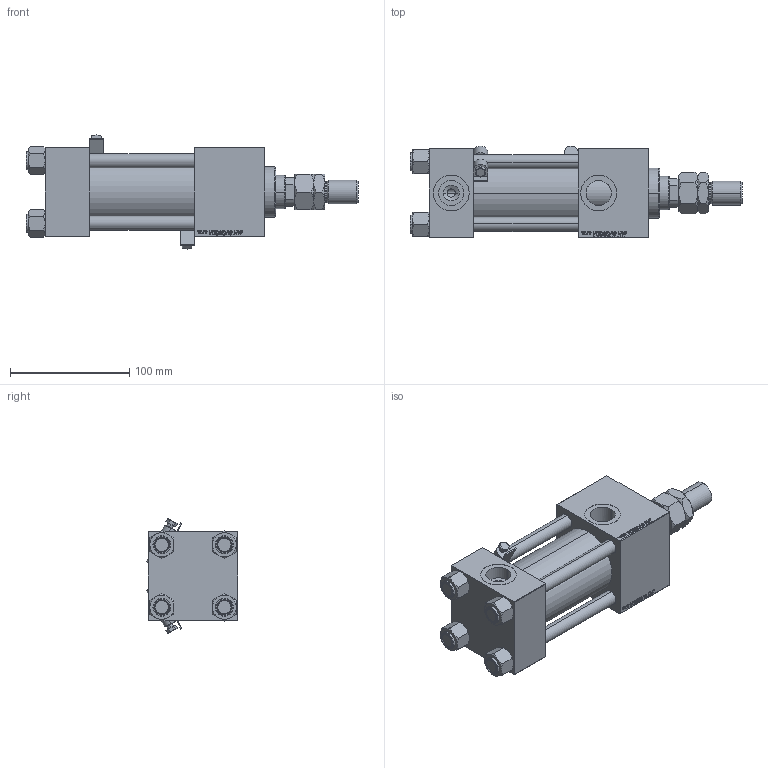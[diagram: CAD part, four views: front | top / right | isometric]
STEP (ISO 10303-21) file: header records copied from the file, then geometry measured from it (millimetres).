
FILE_DESCRIPTION (( 'STEP AP203' ), '1' );
FILE_NAME ('ade2.STEP', '2023-08-23T06:41:42', ( '' ), ( '' ), 'SwSTEP 2.0', 'SolidWorks 2019', '' );
FILE_SCHEMA (( 'CONFIG_CONTROL_DESIGN' ));
Length unit declared in the file: millimetre
Products named in the file (8): V215CR_VCP_C f9604eb4a6e1ae9a1095749537e8153d; ade2; V215CR_C_TYCINKA f9604eb4a6e1ae9a1095749537e8153d; MTA f9604eb4a6e1ae9a1095749537e8153d; V215_VC_A f9604eb4a6e1ae9a1095749537e8153d; NUT_M5_C f9604eb4a6e1ae9a1095749537e8153d; V215CR_C_Body f9604eb4a6e1ae9a1095749537e8153d; MSRF_MSRG1 f9604eb4a6e1ae9a1095749537e8153d
Assembly tree (14 placements, depth 2):
  ade2
    V215CR_C_Body f9604eb4a6e1ae9a1095749537e8153d
    V215CR_VCP_C f9604eb4a6e1ae9a1095749537e8153d
    NUT_M5_C f9604eb4a6e1ae9a1095749537e8153d  x4
    V215CR_C_TYCINKA f9604eb4a6e1ae9a1095749537e8153d  x4
    V215_VC_A f9604eb4a6e1ae9a1095749537e8153d
    MTA f9604eb4a6e1ae9a1095749537e8153d
    MSRF_MSRG1 f9604eb4a6e1ae9a1095749537e8153d  x2
Bounding box: 278 x 76.88 x 95.81 mm (x, y, z)
Volume: 751402.7 mm3; surface area: 178436.8 mm2
Topology: 14 solids, 14 shells, 1261 faces, 3124 edges, 2015 vertices
Faces by surface type: plane 577, bspline 392, cone 164, cylinder 118, torus 10
Entity records: 52857 total; most frequent: CARTESIAN_POINT 27851, ORIENTED_EDGE 5590, DIRECTION 3633, EDGE_CURVE 2795, VERTEX_POINT 1823, VECTOR 1659, LINE 1659, EDGE_LOOP 1242
